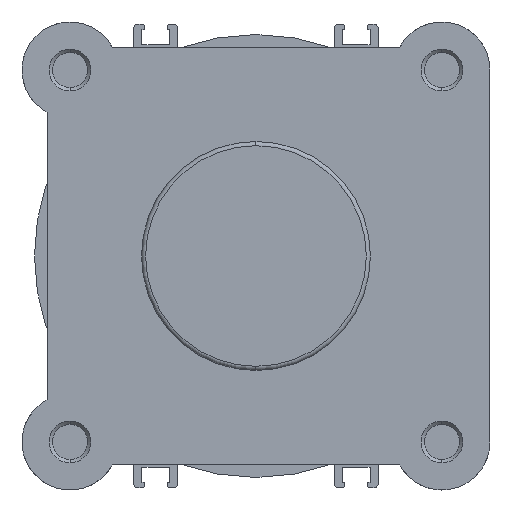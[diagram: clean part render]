
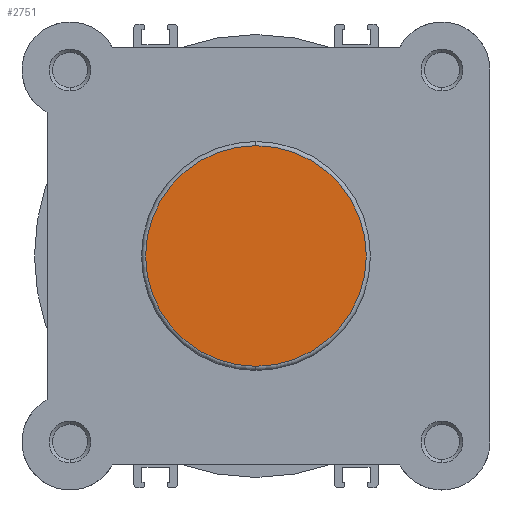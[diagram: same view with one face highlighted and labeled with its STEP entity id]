
A CAD part, left-side view. The second image highlights one B-rep face of the part: STEP entity #2751.
In plain terms, the highlighted planar face has unit normal (-1, 0, 0).
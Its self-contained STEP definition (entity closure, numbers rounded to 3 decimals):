
#289 = ORIENTED_EDGE ( 'NONE', *, *, #1739, .T. ) ;
#290 = ORIENTED_EDGE ( 'NONE', *, *, #1677, .T. ) ;
#626 = EDGE_LOOP ( 'NONE', ( #290, #289 ) ) ;
#962 = CIRCLE ( 'NONE', #2171, 26.4 ) ;
#1057 = CIRCLE ( 'NONE', #2203, 26.4 ) ;
#1677 = EDGE_CURVE ( 'NONE', #5940, #5951, #962, .T. ) ;
#1739 = EDGE_CURVE ( 'NONE', #5951, #5940, #1057, .T. ) ;
#2171 = AXIS2_PLACEMENT_3D ( 'NONE', #3006, #3007, #3008 ) ;
#2203 = AXIS2_PLACEMENT_3D ( 'NONE', #3162, #3163, #3164 ) ;
#2554 = AXIS2_PLACEMENT_3D ( 'NONE', #6793, #6799, #6800 ) ;
#2751 = ADVANCED_FACE ( 'NONE', ( #4716 ), #6790, .F. ) ;
#3006 = CARTESIAN_POINT ( 'NONE',  ( 0., 0., 0. ) ) ;
#3007 = DIRECTION ( 'NONE',  ( -1., 0., 0. ) ) ;
#3008 = DIRECTION ( 'NONE',  ( 0., 0., -1. ) ) ;
#3162 = CARTESIAN_POINT ( 'NONE',  ( 0., 0., 0. ) ) ;
#3163 = DIRECTION ( 'NONE',  ( -1., 0., 0. ) ) ;
#3164 = DIRECTION ( 'NONE',  ( 0., 0., -1. ) ) ;
#4716 = FACE_OUTER_BOUND ( 'NONE', #626, .T. ) ;
#5940 = VERTEX_POINT ( 'NONE', #7497 ) ;
#5951 = VERTEX_POINT ( 'NONE', #7508 ) ;
#6790 = PLANE ( 'NONE',  #2554 ) ;
#6793 = CARTESIAN_POINT ( 'NONE',  ( 0., 27.4, 0. ) ) ;
#6799 = DIRECTION ( 'NONE',  ( 1., 0., 0. ) ) ;
#6800 = DIRECTION ( 'NONE',  ( 0., 0., -1. ) ) ;
#7497 = CARTESIAN_POINT ( 'NONE',  ( 0., 0., -26.4 ) ) ;
#7508 = CARTESIAN_POINT ( 'NONE',  ( 0., 0., 26.4 ) ) ;
